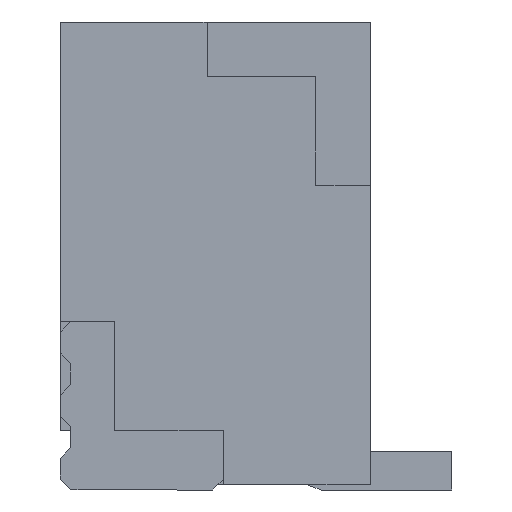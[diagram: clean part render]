
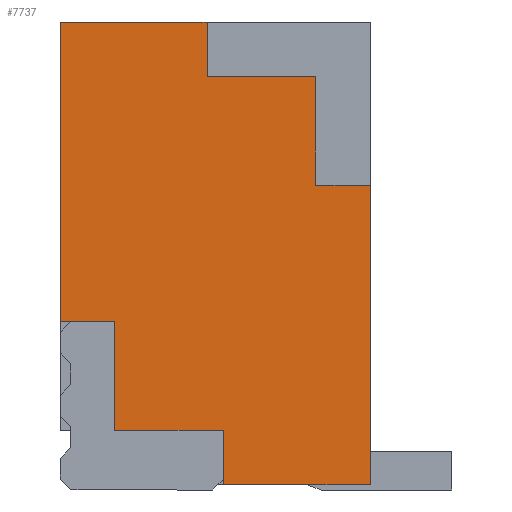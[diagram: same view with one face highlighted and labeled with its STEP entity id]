
A CAD part, left-side view. The second image highlights one B-rep face of the part: STEP entity #7737.
In plain terms, the highlighted planar face has unit normal (-1, 0, 0).
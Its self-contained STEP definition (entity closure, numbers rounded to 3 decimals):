
#260=FACE_OUTER_BOUND('',#670,.T.);
#670=EDGE_LOOP('',(#5982,#5983,#5984,#5985,#5986,#5987,#5988,#5989,#5990,
#5991,#5992,#5993));
#1341=LINE('',#11149,#2408);
#1371=LINE('',#11209,#2438);
#1423=LINE('',#11315,#2490);
#1430=LINE('',#11328,#2497);
#1433=LINE('',#11333,#2500);
#1435=LINE('',#11337,#2502);
#1438=LINE('',#11345,#2505);
#1442=LINE('',#11353,#2509);
#1445=LINE('',#11359,#2512);
#1448=LINE('',#11364,#2515);
#1508=LINE('',#11483,#2575);
#1509=LINE('',#11485,#2576);
#2408=VECTOR('',#9147,2.75);
#2438=VECTOR('',#9193,1.35);
#2490=VECTOR('',#9277,0.5);
#2497=VECTOR('',#9290,0.5);
#2500=VECTOR('',#9295,1.);
#2502=VECTOR('',#9301,1.);
#2505=VECTOR('',#9308,0.5);
#2509=VECTOR('',#9314,1.);
#2512=VECTOR('',#9319,1.);
#2515=VECTOR('',#9324,0.5);
#2575=VECTOR('',#9388,1.35);
#2576=VECTOR('',#9391,2.75);
#3318=VERTEX_POINT('',#11146);
#3319=VERTEX_POINT('',#11148);
#3336=VERTEX_POINT('',#11197);
#3378=VERTEX_POINT('',#11312);
#3379=VERTEX_POINT('',#11314);
#3382=VERTEX_POINT('',#11326);
#3383=VERTEX_POINT('',#11331);
#3385=VERTEX_POINT('',#11343);
#3386=VERTEX_POINT('',#11344);
#3389=VERTEX_POINT('',#11352);
#3391=VERTEX_POINT('',#11358);
#3449=VERTEX_POINT('',#11481);
#4187=EDGE_CURVE('',#3319,#3318,#1341,.T.);
#4217=EDGE_CURVE('',#3336,#3319,#1371,.T.);
#4269=EDGE_CURVE('',#3379,#3378,#1423,.T.);
#4276=EDGE_CURVE('',#3318,#3382,#1430,.T.);
#4279=EDGE_CURVE('',#3382,#3383,#1433,.T.);
#4281=EDGE_CURVE('',#3383,#3379,#1435,.T.);
#4284=EDGE_CURVE('',#3385,#3386,#1438,.T.);
#4288=EDGE_CURVE('',#3386,#3389,#1442,.T.);
#4291=EDGE_CURVE('',#3389,#3391,#1445,.T.);
#4294=EDGE_CURVE('',#3391,#3336,#1448,.T.);
#4354=EDGE_CURVE('',#3378,#3449,#1508,.T.);
#4355=EDGE_CURVE('',#3449,#3385,#1509,.T.);
#5982=ORIENTED_EDGE('',*,*,#4276,.T.);
#5983=ORIENTED_EDGE('',*,*,#4279,.T.);
#5984=ORIENTED_EDGE('',*,*,#4281,.T.);
#5985=ORIENTED_EDGE('',*,*,#4269,.T.);
#5986=ORIENTED_EDGE('',*,*,#4354,.T.);
#5987=ORIENTED_EDGE('',*,*,#4355,.T.);
#5988=ORIENTED_EDGE('',*,*,#4284,.T.);
#5989=ORIENTED_EDGE('',*,*,#4288,.T.);
#5990=ORIENTED_EDGE('',*,*,#4291,.T.);
#5991=ORIENTED_EDGE('',*,*,#4294,.T.);
#5992=ORIENTED_EDGE('',*,*,#4217,.T.);
#5993=ORIENTED_EDGE('',*,*,#4187,.T.);
#7125=PLANE('',#8133);
#7737=ADVANCED_FACE('',(#260),#7125,.T.);
#8133=AXIS2_PLACEMENT_3D('',#11484,#9389,#9390);
#9147=DIRECTION('',(0.,0.,-1.));
#9193=DIRECTION('',(0.,1.,0.));
#9277=DIRECTION('',(0.,0.,-1.));
#9290=DIRECTION('',(0.,-1.,0.));
#9295=DIRECTION('',(0.,0.,-1.));
#9301=DIRECTION('',(0.,-1.,0.));
#9308=DIRECTION('',(0.,1.,0.));
#9314=DIRECTION('',(0.,0.,1.));
#9319=DIRECTION('',(0.,1.,0.));
#9324=DIRECTION('',(0.,0.,1.));
#9388=DIRECTION('',(0.,-1.,0.));
#9389=DIRECTION('center_axis',(-1.,0.,0.));
#9390=DIRECTION('ref_axis',(0.,0.,1.));
#9391=DIRECTION('',(0.,0.,1.));
#11146=CARTESIAN_POINT('',(-7.5,2.9,1.5));
#11148=CARTESIAN_POINT('',(-7.5,2.9,4.25));
#11149=CARTESIAN_POINT('',(-7.5,2.9,4.25));
#11197=CARTESIAN_POINT('',(-7.5,1.55,4.25));
#11209=CARTESIAN_POINT('',(-7.5,0.05,4.25));
#11312=CARTESIAN_POINT('',(-7.5,1.4,0.));
#11314=CARTESIAN_POINT('',(-7.5,1.4,0.5));
#11315=CARTESIAN_POINT('',(-7.5,1.4,0.986));
#11326=CARTESIAN_POINT('',(-7.5,2.4,1.5));
#11328=CARTESIAN_POINT('',(-7.5,1.931,1.5));
#11331=CARTESIAN_POINT('',(-7.5,2.4,0.5));
#11333=CARTESIAN_POINT('',(-7.5,2.4,1.236));
#11337=CARTESIAN_POINT('',(-7.5,1.431,0.5));
#11343=CARTESIAN_POINT('',(-7.5,0.05,2.75));
#11344=CARTESIAN_POINT('',(-7.5,0.55,2.75));
#11345=CARTESIAN_POINT('',(-7.5,1.006,2.75));
#11352=CARTESIAN_POINT('',(-7.5,0.55,3.75));
#11353=CARTESIAN_POINT('',(-7.5,0.55,2.861));
#11358=CARTESIAN_POINT('',(-7.5,1.55,3.75));
#11359=CARTESIAN_POINT('',(-7.5,1.506,3.75));
#11364=CARTESIAN_POINT('',(-7.5,1.55,3.111));
#11481=CARTESIAN_POINT('',(-7.5,0.05,0.));
#11483=CARTESIAN_POINT('',(-7.5,2.4,0.));
#11484=CARTESIAN_POINT('Origin',(-7.5,1.463,1.972));
#11485=CARTESIAN_POINT('',(-7.5,0.05,0.));
